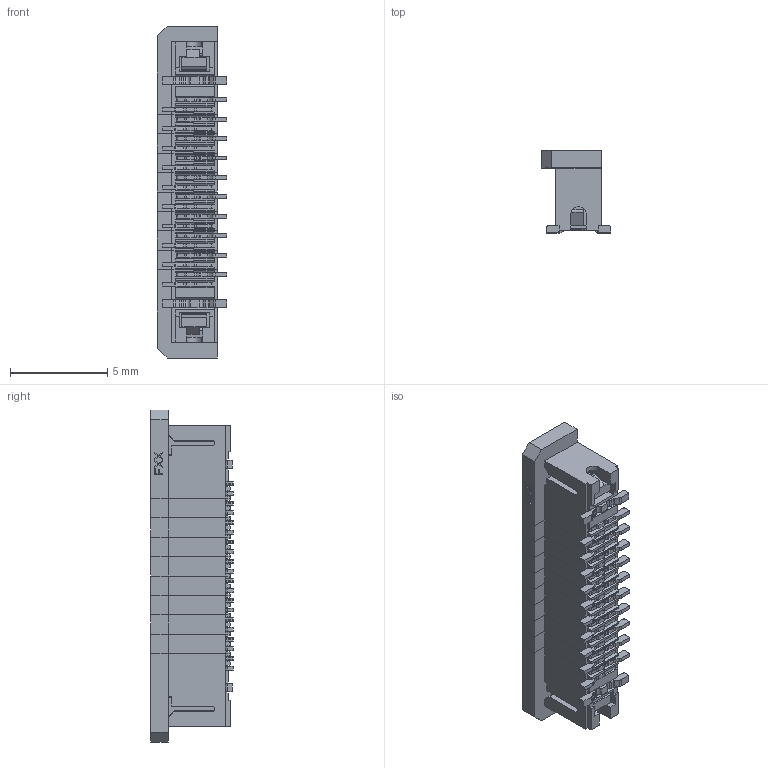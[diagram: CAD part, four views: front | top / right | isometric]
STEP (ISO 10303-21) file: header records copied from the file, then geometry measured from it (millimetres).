
FILE_DESCRIPTION((''),'2;1');
FILE_NAME('F31W_31Z_20PIN_ASM','2020-05-22T',('FSA12-PC'),(''),'CREO PARAMETRIC BY PTC INC, 2014500','CREO PARAMETRIC BY PTC INC, 2014500','');
FILE_SCHEMA(('AUTOMOTIVE_DESIGN { 1 0 10303 214 1 1 1 1 }'));
Length unit declared in the file: millimetre
Products named in the file (4): F314_336_31W_31Z_L; F314_336_31W_31Z_M; F314_336_31W_31Z_R_EVEN; F31W_31Z_20PIN_ASM
Assembly tree (10 placements, depth 2):
  F31W_31Z_20PIN_ASM
    F314_336_31W_31Z_L
    F314_336_31W_31Z_M  x8
    F314_336_31W_31Z_R_EVEN
Bounding box: 3.57 x 4.25 x 17.1 mm (x, y, z)
Volume: 132.3 mm3; surface area: 765.9 mm2
Topology: 10 solids, 10 shells, 1872 faces, 5573 edges, 3720 vertices
Faces by surface type: plane 1456, cylinder 416
Entity records: 26812 total; most frequent: CARTESIAN_POINT 5005, ORIENTED_EDGE 4748, DIRECTION 4206, EDGE_CURVE 2374, VECTOR 1990, LINE 1990, VERTEX_POINT 1578, AXIS2_PLACEMENT_3D 1108
